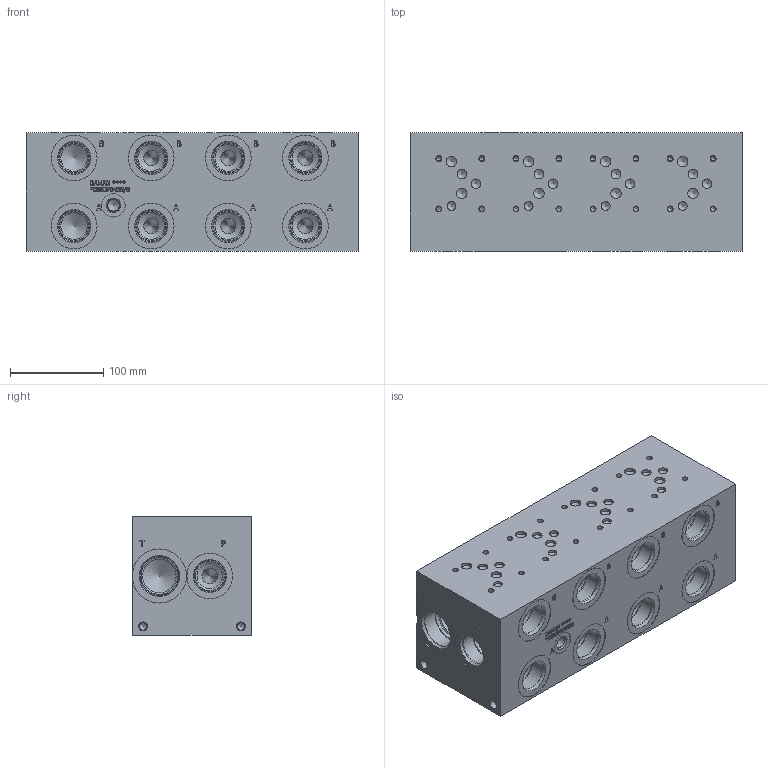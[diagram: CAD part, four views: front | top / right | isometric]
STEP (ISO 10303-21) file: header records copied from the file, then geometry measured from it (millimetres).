
FILE_DESCRIPTION(/* description */ (''),/* implementation_level */ '2;1');
FILE_NAME(/* name */ '_D05JP043S_S.stp',/* time_stamp */ '2020-04-30T09:30:03-04:00',/* author */ ('alexanderw'),/* organization */ (''),/* preprocessor_version */ 'ST-DEVELOPER v17',/* originating_system */ 'Autodesk Inventor 2019',/* authorisation */ '');
FILE_SCHEMA (('AUTOMOTIVE_DESIGN { 1 0 10303 214 3 1 1 }'));
Length unit declared in the file: millimetre
Products named in the file (1): Part_DD05JP043S~S_3D
Bounding box: 355.6 x 127 x 127 mm (x, y, z)
Volume: 5241587 mm3; surface area: 280857.2 mm2
Topology: 1 solids, 1 shells, 865 faces, 2344 edges, 1583 vertices
Faces by surface type: plane 429, bspline 189, cylinder 138, cone 109
Full cylindrical faces by diameter (mm): 5.105 x16, 6.35 x16, 7.925 x4, 9.525 x8, 10.312 x8, 11.125 x8, 12.294 x1, 12.9 x1, 14.275 x1, 14.529 x1, 25.019 x1, 25.4 x1, 27 x2, 28.575 x8, 31.267 x10, 31.75 x1, 33.34 x9, 33.35 x1, 33.757 x10, 34.112 x1, 35.509 x7, 35.712 x2, 35.992 x1, 36.525 x1, 39.218 x2, 39.675 x1, 41.275 x1, 41.28 x1, 41.758 x1, 43.51 x1
Entity records: 28652 total; most frequent: CARTESIAN_POINT 7196, ORIENTED_EDGE 4580, DIRECTION 3767, EDGE_CURVE 2290, VERTEX_POINT 1583, LINE 1411, VECTOR 1411, AXIS2_PLACEMENT_3D 1178
